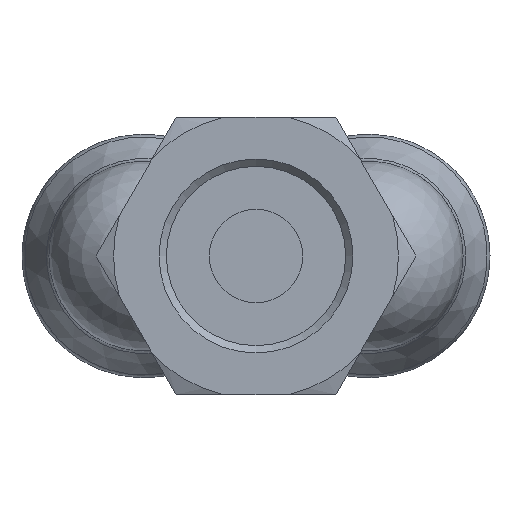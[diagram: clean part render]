
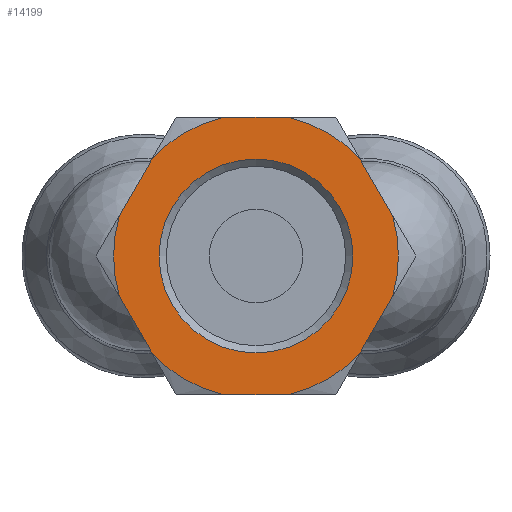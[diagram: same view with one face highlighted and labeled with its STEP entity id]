
A CAD part, front view. The second image highlights one B-rep face of the part: STEP entity #14199.
In plain terms, the highlighted face is planar.
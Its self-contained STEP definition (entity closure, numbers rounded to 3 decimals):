
#14064=CARTESIAN_POINT('',(-28.1,0.,-6.65));
#14065=VERTEX_POINT('',#14064);
#14066=CARTESIAN_POINT('',(-28.1,0.,0.0));
#14067=DIRECTION('',(-1.0,0.0,0.0));
#14068=DIRECTION('',(0.0,0.0,1.0));
#14069=AXIS2_PLACEMENT_3D('',#14066,#14067,#14068);
#14070=CIRCLE('',#14069,6.65);
#14071=EDGE_CURVE('',#14065,#14065,#14070,.T.);
#14087=CARTESIAN_POINT('',(-28.1,8.487,0.0));
#14088=DIRECTION('',(-1.0,0.0,0.0));
#14089=DIRECTION('',(0.0,0.0,1.0));
#14090=AXIS2_PLACEMENT_3D('',#14087,#14088,#14089);
#14091=PLANE('',#14090);
#14092=CARTESIAN_POINT('',(-28.1,9.367,2.776));
#14093=VERTEX_POINT('',#14092);
#14094=CARTESIAN_POINT('',(-28.1,9.367,-2.776));
#14095=VERTEX_POINT('',#14094);
#14096=CARTESIAN_POINT('',(-28.1,0.,0.0));
#14097=DIRECTION('',(-1.0,0.0,0.0));
#14098=DIRECTION('',(0.0,1.0,0.0));
#14099=AXIS2_PLACEMENT_3D('',#14096,#14097,#14098);
#14100=CIRCLE('',#14099,9.77);
#14101=EDGE_CURVE('',#14093,#14095,#14100,.T.);
#14102=ORIENTED_EDGE('',*,*,#14101,.T.);
#14103=CARTESIAN_POINT('',(-28.1,7.087,-6.724));
#14104=VERTEX_POINT('',#14103);
#14105=CARTESIAN_POINT('',(-28.1,7.087,-6.724));
#14106=DIRECTION('',(0.0,0.5,0.866));
#14107=VECTOR('',#14106,4.559);
#14108=LINE('',#14105,#14107);
#14109=EDGE_CURVE('',#14104,#14095,#14108,.T.);
#14110=ORIENTED_EDGE('',*,*,#14109,.F.);
#14111=CARTESIAN_POINT('',(-28.1,2.28,-9.5));
#14112=VERTEX_POINT('',#14111);
#14113=CARTESIAN_POINT('',(-28.1,0.,0.0));
#14114=DIRECTION('',(-1.0,0.0,0.0));
#14115=DIRECTION('',(0.0,1.0,0.0));
#14116=AXIS2_PLACEMENT_3D('',#14113,#14114,#14115);
#14117=CIRCLE('',#14116,9.77);
#14118=EDGE_CURVE('',#14104,#14112,#14117,.T.);
#14119=ORIENTED_EDGE('',*,*,#14118,.T.);
#14120=CARTESIAN_POINT('',(-28.1,-2.28,-9.5));
#14121=VERTEX_POINT('',#14120);
#14122=CARTESIAN_POINT('',(-28.1,-2.28,-9.5));
#14123=DIRECTION('',(0.0,1.0,0.0));
#14124=VECTOR('',#14123,4.559);
#14125=LINE('',#14122,#14124);
#14126=EDGE_CURVE('',#14121,#14112,#14125,.T.);
#14127=ORIENTED_EDGE('',*,*,#14126,.F.);
#14128=CARTESIAN_POINT('',(-28.1,-7.087,-6.724));
#14129=VERTEX_POINT('',#14128);
#14130=CARTESIAN_POINT('',(-28.1,0.,0.0));
#14131=DIRECTION('',(-1.0,0.0,0.0));
#14132=DIRECTION('',(0.0,1.0,0.0));
#14133=AXIS2_PLACEMENT_3D('',#14130,#14131,#14132);
#14134=CIRCLE('',#14133,9.77);
#14135=EDGE_CURVE('',#14121,#14129,#14134,.T.);
#14136=ORIENTED_EDGE('',*,*,#14135,.T.);
#14137=CARTESIAN_POINT('',(-28.1,-9.367,-2.776));
#14138=VERTEX_POINT('',#14137);
#14139=CARTESIAN_POINT('',(-28.1,-9.367,-2.776));
#14140=DIRECTION('',(0.0,0.5,-0.866));
#14141=VECTOR('',#14140,4.559);
#14142=LINE('',#14139,#14141);
#14143=EDGE_CURVE('',#14138,#14129,#14142,.T.);
#14144=ORIENTED_EDGE('',*,*,#14143,.F.);
#14145=CARTESIAN_POINT('',(-28.1,-9.367,2.776));
#14146=VERTEX_POINT('',#14145);
#14147=CARTESIAN_POINT('',(-28.1,0.,0.0));
#14148=DIRECTION('',(-1.0,0.0,0.0));
#14149=DIRECTION('',(0.0,1.0,0.0));
#14150=AXIS2_PLACEMENT_3D('',#14147,#14148,#14149);
#14151=CIRCLE('',#14150,9.77);
#14152=EDGE_CURVE('',#14138,#14146,#14151,.T.);
#14153=ORIENTED_EDGE('',*,*,#14152,.T.);
#14154=CARTESIAN_POINT('',(-28.1,-7.087,6.724));
#14155=VERTEX_POINT('',#14154);
#14156=CARTESIAN_POINT('',(-28.1,-7.087,6.724));
#14157=DIRECTION('',(0.0,-0.5,-0.866));
#14158=VECTOR('',#14157,4.559);
#14159=LINE('',#14156,#14158);
#14160=EDGE_CURVE('',#14155,#14146,#14159,.T.);
#14161=ORIENTED_EDGE('',*,*,#14160,.F.);
#14162=CARTESIAN_POINT('',(-28.1,-2.28,9.5));
#14163=VERTEX_POINT('',#14162);
#14164=CARTESIAN_POINT('',(-28.1,0.,0.0));
#14165=DIRECTION('',(-1.0,0.0,0.0));
#14166=DIRECTION('',(0.0,1.0,0.0));
#14167=AXIS2_PLACEMENT_3D('',#14164,#14165,#14166);
#14168=CIRCLE('',#14167,9.77);
#14169=EDGE_CURVE('',#14155,#14163,#14168,.T.);
#14170=ORIENTED_EDGE('',*,*,#14169,.T.);
#14171=CARTESIAN_POINT('',(-28.1,2.28,9.5));
#14172=VERTEX_POINT('',#14171);
#14173=CARTESIAN_POINT('',(-28.1,2.28,9.5));
#14174=DIRECTION('',(0.0,-1.0,0.0));
#14175=VECTOR('',#14174,4.559);
#14176=LINE('',#14173,#14175);
#14177=EDGE_CURVE('',#14172,#14163,#14176,.T.);
#14178=ORIENTED_EDGE('',*,*,#14177,.F.);
#14179=CARTESIAN_POINT('',(-28.1,7.087,6.724));
#14180=VERTEX_POINT('',#14179);
#14181=CARTESIAN_POINT('',(-28.1,0.,0.0));
#14182=DIRECTION('',(-1.0,0.0,0.0));
#14183=DIRECTION('',(0.0,1.0,0.0));
#14184=AXIS2_PLACEMENT_3D('',#14181,#14182,#14183);
#14185=CIRCLE('',#14184,9.77);
#14186=EDGE_CURVE('',#14172,#14180,#14185,.T.);
#14187=ORIENTED_EDGE('',*,*,#14186,.T.);
#14188=CARTESIAN_POINT('',(-28.1,9.367,2.776));
#14189=DIRECTION('',(0.0,-0.5,0.866));
#14190=VECTOR('',#14189,4.559);
#14191=LINE('',#14188,#14190);
#14192=EDGE_CURVE('',#14093,#14180,#14191,.T.);
#14193=ORIENTED_EDGE('',*,*,#14192,.F.);
#14194=EDGE_LOOP('',(#14102,#14110,#14119,#14127,#14136,#14144,#14153,#14161,#14170,#14178,#14187,#14193));
#14195=FACE_OUTER_BOUND('',#14194,.T.);
#14196=ORIENTED_EDGE('',*,*,#14071,.F.);
#14197=EDGE_LOOP('',(#14196));
#14198=FACE_BOUND('',#14197,.T.);
#14199=ADVANCED_FACE('',(#14195,#14198),#14091,.T.);
